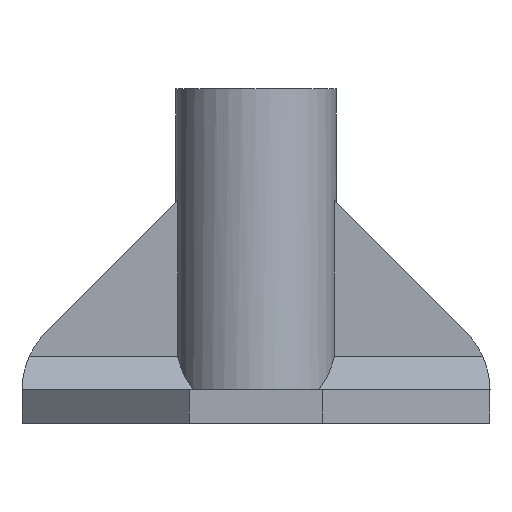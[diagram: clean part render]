
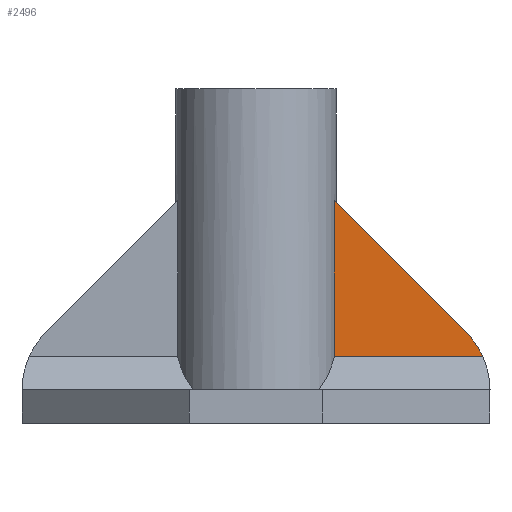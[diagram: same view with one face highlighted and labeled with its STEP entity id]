
A CAD part, front view. The second image highlights one B-rep face of the part: STEP entity #2496.
In plain terms, the highlighted planar face has unit normal (0, -1, 0).
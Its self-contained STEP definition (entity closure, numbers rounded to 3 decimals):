
#72 = CYLINDRICAL_SURFACE('',#73,12.);
#73 = AXIS2_PLACEMENT_3D('',#74,#75,#76);
#74 = CARTESIAN_POINT('',(670.,0.,25.));
#75 = DIRECTION('',(-0.,-0.,-1.));
#76 = DIRECTION('',(1.,0.,0.));
#100 = PLANE('',#101);
#101 = AXIS2_PLACEMENT_3D('',#102,#103,#104);
#102 = CARTESIAN_POINT('',(678.5,2.5,61.5));
#103 = DIRECTION('',(0.707,0.,0.707));
#104 = DIRECTION('',(0.707,0.,-0.707));
#127 = CYLINDRICAL_SURFACE('',#128,12.);
#128 = AXIS2_PLACEMENT_3D('',#129,#130,#131);
#129 = CARTESIAN_POINT('',(693.,2.5,30.029));
#130 = DIRECTION('',(0.,-1.,0.));
#131 = DIRECTION('',(0.707,0.,0.707));
#286 = VERTEX_POINT('',#287);
#287 = CARTESIAN_POINT('',(703.922,-2.5,35.));
#308 = PLANE('',#309);
#309 = AXIS2_PLACEMENT_3D('',#310,#311,#312);
#310 = CARTESIAN_POINT('',(705.,-5.,32.5));
#311 = DIRECTION('',(0.,0.707,-0.707));
#312 = DIRECTION('',(-1.,0.,0.));
#320 = EDGE_CURVE('',#321,#286,#323,.T.);
#321 = VERTEX_POINT('',#322);
#322 = CARTESIAN_POINT('',(701.485,-2.5,38.515));
#323 = SURFACE_CURVE('',#324,(#329,#336),.PCURVE_S1.);
#324 = CIRCLE('',#325,12.);
#325 = AXIS2_PLACEMENT_3D('',#326,#327,#328);
#326 = CARTESIAN_POINT('',(693.,-2.5,30.029));
#327 = DIRECTION('',(0.,1.,0.));
#328 = DIRECTION('',(0.,0.,-1.));
#329 = PCURVE('',#127,#330);
#330 = DEFINITIONAL_REPRESENTATION('',(#331),#335);
#331 = LINE('',#332,#333);
#332 = CARTESIAN_POINT('',(3.927,5.));
#333 = VECTOR('',#334,1.);
#334 = DIRECTION('',(-1.,0.));
#335 = ( GEOMETRIC_REPRESENTATION_CONTEXT(2) 
PARAMETRIC_REPRESENTATION_CONTEXT() REPRESENTATION_CONTEXT('2D SPACE',''
  ) );
#336 = PCURVE('',#337,#342);
#337 = PLANE('',#338);
#338 = AXIS2_PLACEMENT_3D('',#339,#340,#341);
#339 = CARTESIAN_POINT('',(688.255,-2.5,41.869));
#340 = DIRECTION('',(0.,1.,0.));
#341 = DIRECTION('',(0.,0.,1.));
#342 = DEFINITIONAL_REPRESENTATION('',(#343),#347);
#343 = CIRCLE('',#344,12.);
#344 = AXIS2_PLACEMENT_2D('',#345,#346);
#345 = CARTESIAN_POINT('',(-11.84,4.745));
#346 = DIRECTION('',(-1.,0.));
#347 = ( GEOMETRIC_REPRESENTATION_CONTEXT(2) 
PARAMETRIC_REPRESENTATION_CONTEXT() REPRESENTATION_CONTEXT('2D SPACE',''
  ) );
#1870 = VERTEX_POINT('',#1871);
#1871 = CARTESIAN_POINT('',(681.737,-2.5,58.263));
#1899 = EDGE_CURVE('',#1870,#1900,#1902,.T.);
#1900 = VERTEX_POINT('',#1901);
#1901 = CARTESIAN_POINT('',(681.737,-2.5,35.));
#1902 = SURFACE_CURVE('',#1903,(#1907,#1914),.PCURVE_S1.);
#1903 = LINE('',#1904,#1905);
#1904 = CARTESIAN_POINT('',(681.737,-2.5,25.));
#1905 = VECTOR('',#1906,1.);
#1906 = DIRECTION('',(-0.,-0.,-1.));
#1907 = PCURVE('',#72,#1908);
#1908 = DEFINITIONAL_REPRESENTATION('',(#1909),#1913);
#1909 = LINE('',#1910,#1911);
#1910 = CARTESIAN_POINT('',(-6.073,0.));
#1911 = VECTOR('',#1912,1.);
#1912 = DIRECTION('',(-0.,1.));
#1913 = ( GEOMETRIC_REPRESENTATION_CONTEXT(2) 
PARAMETRIC_REPRESENTATION_CONTEXT() REPRESENTATION_CONTEXT('2D SPACE',''
  ) );
#1914 = PCURVE('',#337,#1915);
#1915 = DEFINITIONAL_REPRESENTATION('',(#1916),#1920);
#1916 = LINE('',#1917,#1918);
#1917 = CARTESIAN_POINT('',(-16.869,-6.519));
#1918 = VECTOR('',#1919,1.);
#1919 = DIRECTION('',(-1.,0.));
#1920 = ( GEOMETRIC_REPRESENTATION_CONTEXT(2) 
PARAMETRIC_REPRESENTATION_CONTEXT() REPRESENTATION_CONTEXT('2D SPACE',''
  ) );
#2179 = EDGE_CURVE('',#1870,#321,#2180,.T.);
#2180 = SURFACE_CURVE('',#2181,(#2185,#2192),.PCURVE_S1.);
#2181 = LINE('',#2182,#2183);
#2182 = CARTESIAN_POINT('',(678.5,-2.5,61.5));
#2183 = VECTOR('',#2184,1.);
#2184 = DIRECTION('',(0.707,0.,-0.707));
#2185 = PCURVE('',#100,#2186);
#2186 = DEFINITIONAL_REPRESENTATION('',(#2187),#2191);
#2187 = LINE('',#2188,#2189);
#2188 = CARTESIAN_POINT('',(0.,-5.));
#2189 = VECTOR('',#2190,1.);
#2190 = DIRECTION('',(1.,0.));
#2191 = ( GEOMETRIC_REPRESENTATION_CONTEXT(2) 
PARAMETRIC_REPRESENTATION_CONTEXT() REPRESENTATION_CONTEXT('2D SPACE',''
  ) );
#2192 = PCURVE('',#337,#2193);
#2193 = DEFINITIONAL_REPRESENTATION('',(#2194),#2198);
#2194 = LINE('',#2195,#2196);
#2195 = CARTESIAN_POINT('',(19.631,-9.755));
#2196 = VECTOR('',#2197,1.);
#2197 = DIRECTION('',(-0.707,0.707));
#2198 = ( GEOMETRIC_REPRESENTATION_CONTEXT(2) 
PARAMETRIC_REPRESENTATION_CONTEXT() REPRESENTATION_CONTEXT('2D SPACE',''
  ) );
#2496 = ADVANCED_FACE('',(#2497),#337,.F.);
#2497 = FACE_BOUND('',#2498,.F.);
#2498 = EDGE_LOOP('',(#2499,#2520,#2521,#2522));
#2499 = ORIENTED_EDGE('',*,*,#2500,.T.);
#2500 = EDGE_CURVE('',#286,#1900,#2501,.T.);
#2501 = SURFACE_CURVE('',#2502,(#2506,#2513),.PCURVE_S1.);
#2502 = LINE('',#2503,#2504);
#2503 = CARTESIAN_POINT('',(705.,-2.5,35.));
#2504 = VECTOR('',#2505,1.);
#2505 = DIRECTION('',(-1.,0.,0.));
#2506 = PCURVE('',#337,#2507);
#2507 = DEFINITIONAL_REPRESENTATION('',(#2508),#2512);
#2508 = LINE('',#2509,#2510);
#2509 = CARTESIAN_POINT('',(-6.869,16.745));
#2510 = VECTOR('',#2511,1.);
#2511 = DIRECTION('',(0.,-1.));
#2512 = ( GEOMETRIC_REPRESENTATION_CONTEXT(2) 
PARAMETRIC_REPRESENTATION_CONTEXT() REPRESENTATION_CONTEXT('2D SPACE',''
  ) );
#2513 = PCURVE('',#308,#2514);
#2514 = DEFINITIONAL_REPRESENTATION('',(#2515),#2519);
#2515 = LINE('',#2516,#2517);
#2516 = CARTESIAN_POINT('',(0.,3.536));
#2517 = VECTOR('',#2518,1.);
#2518 = DIRECTION('',(1.,0.));
#2519 = ( GEOMETRIC_REPRESENTATION_CONTEXT(2) 
PARAMETRIC_REPRESENTATION_CONTEXT() REPRESENTATION_CONTEXT('2D SPACE',''
  ) );
#2520 = ORIENTED_EDGE('',*,*,#1899,.F.);
#2521 = ORIENTED_EDGE('',*,*,#2179,.T.);
#2522 = ORIENTED_EDGE('',*,*,#320,.T.);
